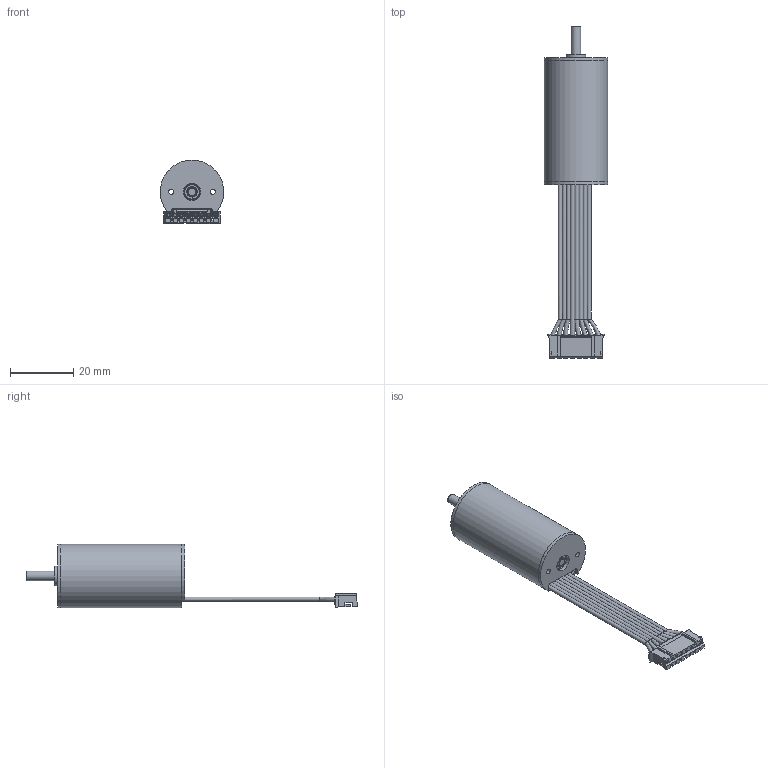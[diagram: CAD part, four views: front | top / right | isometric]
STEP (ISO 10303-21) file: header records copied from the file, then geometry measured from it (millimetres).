
FILE_DESCRIPTION (( 'STEP AP203' ), '1' );
FILE_NAME ('ECH2040 3D芞.STEP', '2025-12-04T01:28:00', ( 'Windows 蚚誧' ), ( 'Organization' ), 'SwSTEP 2.0', 'SolidWorks 2020', '' );
FILE_SCHEMA (( 'CONFIG_CONTROL_DESIGN' ));
Length unit declared in the file: millimetre
Products named in the file (8): ECH2040 3Dͼ; 01.10.0005 粣; 01.05.0004 O型圈; 01.01.0003 ヶ傷裔; 01.14.0152 傷赽盄; 01.06.0003 粣創; 01.07.0004 儂褲; 01.02.0346 綴傷裔
Assembly tree (8 placements, depth 2):
  ECH2040 3Dͼ
    01.07.0004 儂褲
    01.01.0003 ヶ傷裔
    01.02.0346 綴傷裔
    01.06.0003 粣創  x2
    01.10.0005 粣
    01.14.0152 傷赽盄
    01.05.0004 O型圈
Bounding box: 20 x 104.57 x 20.1 mm (x, y, z)
Volume: 4226.8 mm3; surface area: 11380.2 mm2
Topology: 7 solids, 33 shells, 580 faces, 1843 edges, 1256 vertices
Faces by surface type: plane 386, cylinder 74, sphere 64, torus 43, bspline 8, cone 5
Full cylindrical faces by diameter (mm): 0.6 x9, 1.1 x8, 1.3 x8, 1.6 x6, 3 x3, 4.5 x4, 4.6 x1, 5.038 x2, 5.5 x1, 5.962 x2, 6.2 x1, 6.5 x4, 8 x5, 9.9 x1, 15 x1, 17.5 x2, 18.5 x1, 18.6 x1, 18.7 x1, 18.9 x1, 20 x2
Entity records: 19222 total; most frequent: CARTESIAN_POINT 4811, ORIENTED_EDGE 2628, DIRECTION 2613, EDGE_CURVE 1508, LINE 1147, VECTOR 1147, VERTEX_POINT 1071, AXIS2_PLACEMENT_3D 733
